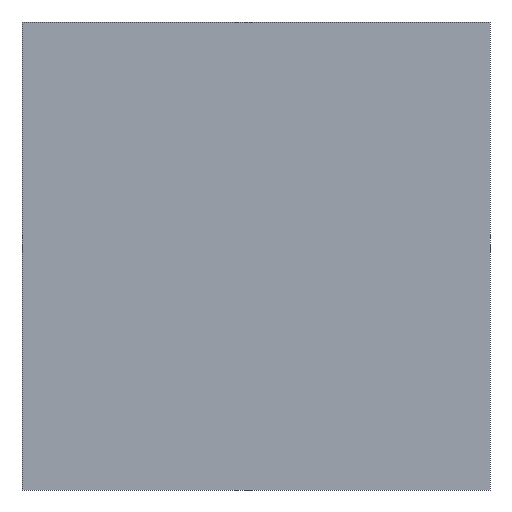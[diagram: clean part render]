
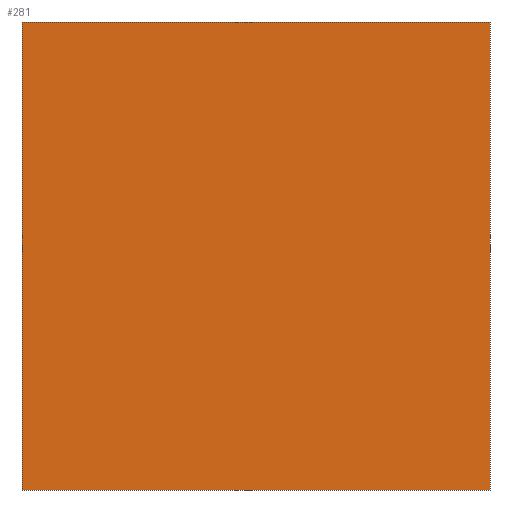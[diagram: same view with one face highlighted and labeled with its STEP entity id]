
A CAD part, front view. The second image highlights one B-rep face of the part: STEP entity #281.
In plain terms, the highlighted planar face has unit normal (0, -1, 0).
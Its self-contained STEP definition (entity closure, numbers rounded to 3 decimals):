
#1 = EDGE_CURVE ( 'NONE', #32, #88, #265, .T. ) ;
#7 = CARTESIAN_POINT ( 'NONE',  ( 69.886, 53.112, 0. ) ) ;
#9 = ORIENTED_EDGE ( 'NONE', *, *, #1, .T. ) ;
#20 = VECTOR ( 'NONE', #51, 1000. ) ;
#29 = CARTESIAN_POINT ( 'NONE',  ( 69.886, 53.112, 20. ) ) ;
#32 = VERTEX_POINT ( 'NONE', #29 ) ;
#35 = DIRECTION ( 'NONE',  ( 0., 0., -1. ) ) ;
#37 = LINE ( 'NONE', #163, #198 ) ;
#40 = LINE ( 'NONE', #7, #20 ) ;
#47 = VERTEX_POINT ( 'NONE', #52 ) ;
#51 = DIRECTION ( 'NONE',  ( -1., 0., 0. ) ) ;
#52 = CARTESIAN_POINT ( 'NONE',  ( 49.886, 53.112, 0. ) ) ;
#55 = ORIENTED_EDGE ( 'NONE', *, *, #215, .T. ) ;
#56 = CARTESIAN_POINT ( 'NONE',  ( 69.886, 53.112, 20. ) ) ;
#88 = VERTEX_POINT ( 'NONE', #120 ) ;
#94 = FACE_OUTER_BOUND ( 'NONE', #228, .T. ) ;
#97 = PLANE ( 'NONE',  #222 ) ;
#120 = CARTESIAN_POINT ( 'NONE',  ( 49.886, 53.112, 20. ) ) ;
#121 = VECTOR ( 'NONE', #137, 1000. ) ;
#129 = CARTESIAN_POINT ( 'NONE',  ( 69.886, 53.112, 20. ) ) ;
#134 = EDGE_CURVE ( 'NONE', #32, #143, #220, .T. ) ;
#137 = DIRECTION ( 'NONE',  ( -1., 0., 0. ) ) ;
#143 = VERTEX_POINT ( 'NONE', #184 ) ;
#145 = DIRECTION ( 'NONE',  ( 0., -1., 0. ) ) ;
#163 = CARTESIAN_POINT ( 'NONE',  ( 49.886, 53.112, 20. ) ) ;
#168 = EDGE_CURVE ( 'NONE', #143, #47, #40, .T. ) ;
#184 = CARTESIAN_POINT ( 'NONE',  ( 69.886, 53.112, 0. ) ) ;
#198 = VECTOR ( 'NONE', #273, 1000. ) ;
#199 = ORIENTED_EDGE ( 'NONE', *, *, #168, .F. ) ;
#201 = CARTESIAN_POINT ( 'NONE',  ( 69.886, 53.112, 20. ) ) ;
#203 = DIRECTION ( 'NONE',  ( 0., 0., -1. ) ) ;
#213 = VECTOR ( 'NONE', #203, 1000. ) ;
#215 = EDGE_CURVE ( 'NONE', #88, #47, #37, .T. ) ;
#220 = LINE ( 'NONE', #201, #213 ) ;
#222 = AXIS2_PLACEMENT_3D ( 'NONE', #129, #145, #35 ) ;
#228 = EDGE_LOOP ( 'NONE', ( #199, #267, #9, #55 ) ) ;
#265 = LINE ( 'NONE', #56, #121 ) ;
#267 = ORIENTED_EDGE ( 'NONE', *, *, #134, .F. ) ;
#273 = DIRECTION ( 'NONE',  ( 0., 0., -1. ) ) ;
#281 = ADVANCED_FACE ( 'NONE', ( #94 ), #97, .T. ) ;
